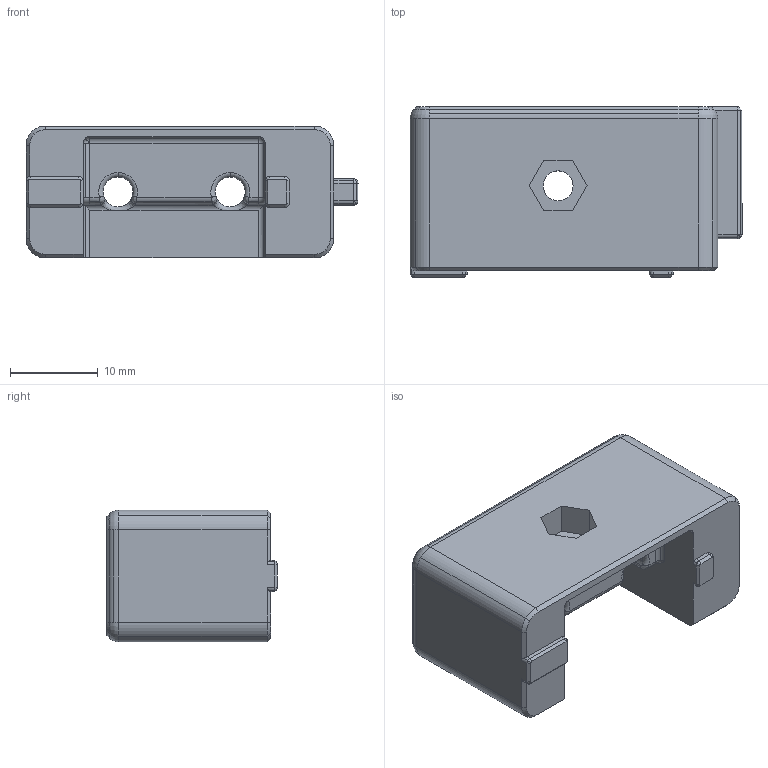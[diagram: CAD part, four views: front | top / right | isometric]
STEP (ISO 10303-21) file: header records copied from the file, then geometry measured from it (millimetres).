
FILE_DESCRIPTION (( 'STEP AP214' ), '1' );
FILE_NAME ('safer_z_idler.STEP', '2021-09-30T07:01:59', ( '' ), ( '' ), 'SwSTEP 2.0', 'SolidWorks 2021', '' );
FILE_SCHEMA (( 'AUTOMOTIVE_DESIGN' ));
Length unit declared in the file: millimetre
Products named in the file (1): safer_z_idler
Bounding box: 37.74 x 19.4 x 15 mm (x, y, z)
Volume: 6860.5 mm3; surface area: 3370.6 mm2
Topology: 1 solids, 1 shells, 232 faces, 589 edges, 361 vertices
Faces by surface type: cylinder 92, plane 70, cone 40, bspline 12, torus 10, sphere 8
Entity records: 7704 total; most frequent: CARTESIAN_POINT 2154, ORIENTED_EDGE 1178, DIRECTION 1144, EDGE_CURVE 589, AXIS2_PLACEMENT_3D 427, VERTEX_POINT 361, LINE 290, VECTOR 290
